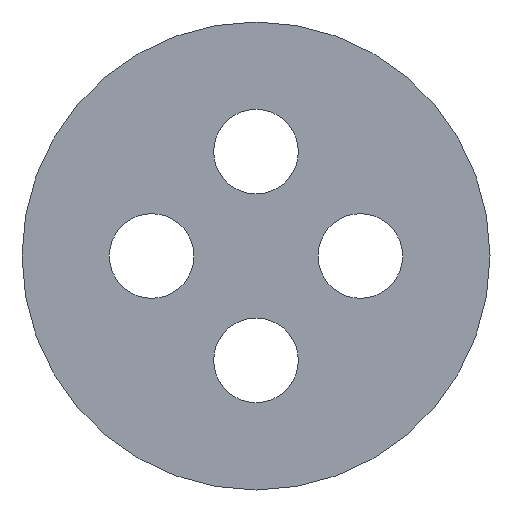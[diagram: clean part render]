
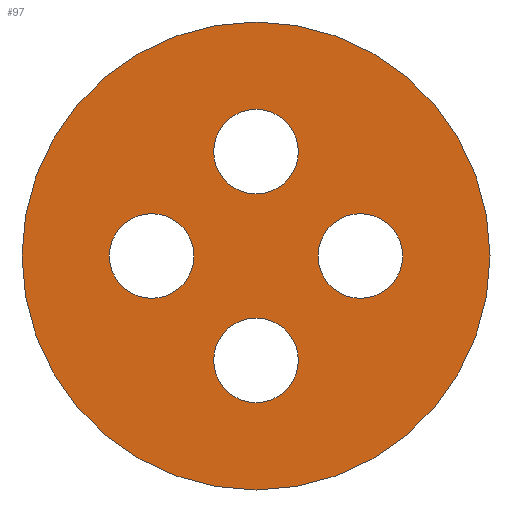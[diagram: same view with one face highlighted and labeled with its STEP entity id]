
A CAD part, left-side view. The second image highlights one B-rep face of the part: STEP entity #97.
In plain terms, the highlighted planar face has unit normal (-1, 0, 0).
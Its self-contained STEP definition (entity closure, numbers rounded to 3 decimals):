
#97 = ADVANCED_FACE( '', ( #204, #205, #206, #207, #208 ), #209, .F. );
#204 = FACE_BOUND( '', #325, .T. );
#205 = FACE_BOUND( '', #326, .T. );
#206 = FACE_BOUND( '', #327, .T. );
#207 = FACE_BOUND( '', #328, .T. );
#208 = FACE_OUTER_BOUND( '', #329, .T. );
#209 = PLANE( '', #330 );
#325 = EDGE_LOOP( '', ( #550 ) );
#326 = EDGE_LOOP( '', ( #551 ) );
#327 = EDGE_LOOP( '', ( #552 ) );
#328 = EDGE_LOOP( '', ( #553 ) );
#329 = EDGE_LOOP( '', ( #554 ) );
#330 = AXIS2_PLACEMENT_3D( '', #555, #556, #557 );
#550 = ORIENTED_EDGE( '', *, *, #723, .T. );
#551 = ORIENTED_EDGE( '', *, *, #760, .T. );
#552 = ORIENTED_EDGE( '', *, *, #761, .T. );
#553 = ORIENTED_EDGE( '', *, *, #683, .T. );
#554 = ORIENTED_EDGE( '', *, *, #720, .F. );
#555 = CARTESIAN_POINT( '', ( 0., 0., 0. ) );
#556 = DIRECTION( '', ( 1., 0., 0. ) );
#557 = DIRECTION( '', ( 0., 0., -1. ) );
#683 = EDGE_CURVE( '', #807, #807, #808, .T. );
#720 = EDGE_CURVE( '', #872, #872, #873, .T. );
#723 = EDGE_CURVE( '', #877, #877, #878, .T. );
#760 = EDGE_CURVE( '', #927, #927, #928, .T. );
#761 = EDGE_CURVE( '', #929, #929, #930, .T. );
#807 = VERTEX_POINT( '', #988 );
#808 = CIRCLE( '', #989, 1.5 );
#872 = VERTEX_POINT( '', #1078 );
#873 = CIRCLE( '', #1079, 8.3 );
#877 = VERTEX_POINT( '', #1083 );
#878 = CIRCLE( '', #1084, 1.5 );
#927 = VERTEX_POINT( '', #1148 );
#928 = CIRCLE( '', #1149, 1.5 );
#929 = VERTEX_POINT( '', #1150 );
#930 = CIRCLE( '', #1151, 1.5 );
#988 = CARTESIAN_POINT( '', ( 0., 0., -5.2 ) );
#989 = AXIS2_PLACEMENT_3D( '', #1195, #1196, #1197 );
#1078 = CARTESIAN_POINT( '', ( 0., 0., -8.3 ) );
#1079 = AXIS2_PLACEMENT_3D( '', #1232, #1233, #1234 );
#1083 = CARTESIAN_POINT( '', ( 0., 0., 2.2 ) );
#1084 = AXIS2_PLACEMENT_3D( '', #1238, #1239, #1240 );
#1148 = CARTESIAN_POINT( '', ( 0., -3.7, -1.5 ) );
#1149 = AXIS2_PLACEMENT_3D( '', #1292, #1293, #1294 );
#1150 = CARTESIAN_POINT( '', ( 0., 3.7, -1.5 ) );
#1151 = AXIS2_PLACEMENT_3D( '', #1295, #1296, #1297 );
#1195 = CARTESIAN_POINT( '', ( 0., 0., -3.7 ) );
#1196 = DIRECTION( '', ( 1., 0., 0. ) );
#1197 = DIRECTION( '', ( 0., 0., -1. ) );
#1232 = CARTESIAN_POINT( '', ( 0., 0., 0. ) );
#1233 = DIRECTION( '', ( 1., 0., 0. ) );
#1234 = DIRECTION( '', ( 0., 0., -1. ) );
#1238 = CARTESIAN_POINT( '', ( 0., 0., 3.7 ) );
#1239 = DIRECTION( '', ( 1., 0., 0. ) );
#1240 = DIRECTION( '', ( 0., 0., -1. ) );
#1292 = CARTESIAN_POINT( '', ( 0., -3.7, 0. ) );
#1293 = DIRECTION( '', ( 1., 0., 0. ) );
#1294 = DIRECTION( '', ( 0., 0., -1. ) );
#1295 = CARTESIAN_POINT( '', ( 0., 3.7, 0. ) );
#1296 = DIRECTION( '', ( 1., 0., 0. ) );
#1297 = DIRECTION( '', ( 0., 0., -1. ) );
